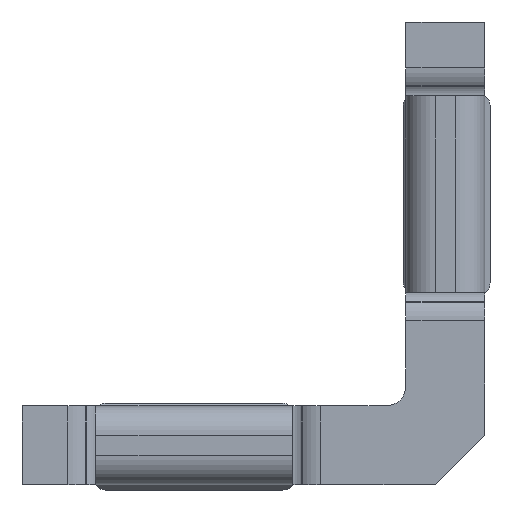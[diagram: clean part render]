
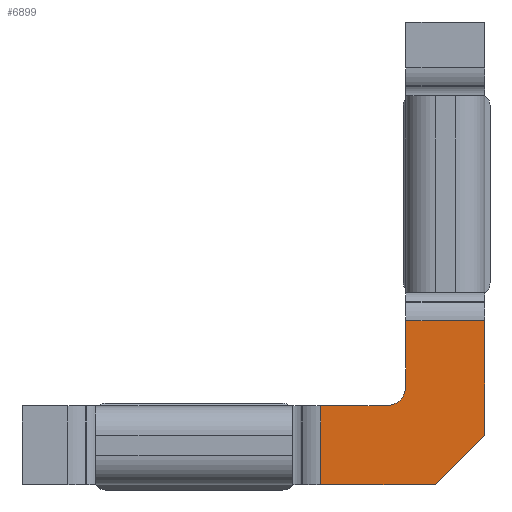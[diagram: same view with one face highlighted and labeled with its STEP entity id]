
A CAD part, front view. The second image highlights one B-rep face of the part: STEP entity #6899.
In plain terms, the highlighted planar face has unit normal (0, -1, 0).
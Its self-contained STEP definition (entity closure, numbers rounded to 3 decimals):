
#1415=DIRECTION('',(1.,0.,0.));
#1416=VECTOR('',#1415,0.667);
#1417=CARTESIAN_POINT('',(-1.267,0.,0.4));
#1418=LINE('',#1417,#1416);
#1437=CARTESIAN_POINT('',(-0.6,0.,0.6));
#1438=DIRECTION('',(0.,1.,0.));
#1439=DIRECTION('',(1.,0.,0.));
#1440=AXIS2_PLACEMENT_3D('',#1437,#1438,#1439);
#1494=DIRECTION('',(0.,0.,1.));
#1495=VECTOR('',#1494,0.667);
#1496=CARTESIAN_POINT('',(-0.4,0.,0.6));
#1497=LINE('',#1496,#1495);
#1567=DIRECTION('',(0.,0.,1.));
#1568=VECTOR('',#1567,1.167);
#1569=CARTESIAN_POINT('',(0.4,0.,0.1));
#1570=LINE('',#1569,#1568);
#1574=DIRECTION('',(0.707,0.,0.707));
#1575=VECTOR('',#1574,0.707);
#1576=CARTESIAN_POINT('',(-0.1,0.,-0.4));
#1577=LINE('',#1576,#1575);
#1581=DIRECTION('',(1.,0.,0.));
#1582=VECTOR('',#1581,1.167);
#1583=CARTESIAN_POINT('',(-1.267,0.,-0.4));
#1584=LINE('',#1583,#1582);
#1588=DIRECTION('',(0.,0.,1.));
#1589=VECTOR('',#1588,0.8);
#1590=CARTESIAN_POINT('',(-1.267,0.,-0.4));
#1591=LINE('',#1590,#1589);
#1595=DIRECTION('',(-1.,0.,0.));
#1596=VECTOR('',#1595,0.8);
#1597=CARTESIAN_POINT('',(0.4,0.,1.267));
#1598=LINE('',#1597,#1596);
#4799=CARTESIAN_POINT('',(-1.267,0.,-0.4));
#4800=VERTEX_POINT('',#4799);
#4801=CARTESIAN_POINT('',(-1.267,0.,0.4));
#4802=VERTEX_POINT('',#4801);
#4803=CARTESIAN_POINT('',(0.4,0.,1.267));
#4804=CARTESIAN_POINT('',(-0.4,0.,1.267));
#4805=VERTEX_POINT('',#4803);
#4806=VERTEX_POINT('',#4804);
#4843=CARTESIAN_POINT('',(-0.1,0.,-0.4));
#4844=VERTEX_POINT('',#4843);
#4845=CARTESIAN_POINT('',(0.4,0.,0.1));
#4846=VERTEX_POINT('',#4845);
#4848=CARTESIAN_POINT('',(-0.6,0.,0.4));
#4850=VERTEX_POINT('',#4848);
#4852=CARTESIAN_POINT('',(-0.4,0.,0.6));
#4854=VERTEX_POINT('',#4852);
#6883=CARTESIAN_POINT('',(-1.267,0.,-0.4));
#6884=DIRECTION('',(0.,1.,0.));
#6885=DIRECTION('',(0.,0.,1.));
#6886=AXIS2_PLACEMENT_3D('',#6883,#6884,#6885);
#6887=PLANE('',#6886);
#6888=ORIENTED_EDGE('',*,*,#6740,.T.);
#6889=ORIENTED_EDGE('',*,*,#6758,.F.);
#6890=ORIENTED_EDGE('',*,*,#6793,.T.);
#6892=ORIENTED_EDGE('',*,*,#6891,.F.);
#6893=ORIENTED_EDGE('',*,*,#6849,.F.);
#6894=ORIENTED_EDGE('',*,*,#6864,.F.);
#6895=ORIENTED_EDGE('',*,*,#6878,.F.);
#6896=ORIENTED_EDGE('',*,*,#6687,.T.);
#6897=EDGE_LOOP('',(#6888,#6889,#6890,#6892,#6893,#6894,#6895,#6896));
#6898=FACE_OUTER_BOUND('',#6897,.F.);
#6899=ADVANCED_FACE('',(#6898),#6887,.F.);
#1441=CIRCLE('',#1440,0.2);
#6687=EDGE_CURVE('',#4800,#4802,#1591,.T.);
#6740=EDGE_CURVE('',#4802,#4850,#1418,.T.);
#6758=EDGE_CURVE('',#4854,#4850,#1441,.T.);
#6793=EDGE_CURVE('',#4854,#4806,#1497,.T.);
#6849=EDGE_CURVE('',#4846,#4805,#1570,.T.);
#6864=EDGE_CURVE('',#4844,#4846,#1577,.T.);
#6878=EDGE_CURVE('',#4800,#4844,#1584,.T.);
#6891=EDGE_CURVE('',#4805,#4806,#1598,.T.);
